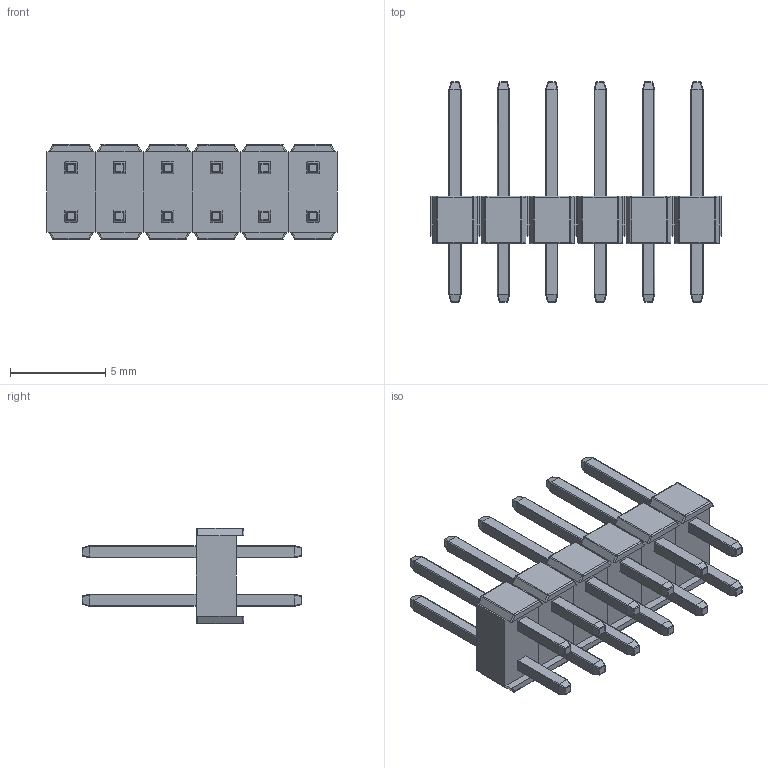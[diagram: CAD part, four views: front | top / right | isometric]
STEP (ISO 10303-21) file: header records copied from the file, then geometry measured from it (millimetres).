
FILE_DESCRIPTION(/* description */ ('STEP AP242','CAx-IF Rec.Pracs.---Representation and Presentation of Product Manufacturing Information (PMI)---4.0---2014-10-13','CAx-IF Rec.Pracs.---3D Tessellated Geometry---0.4---2014-09-14','2;1'),/* implementation_level */ '2;1');
FILE_NAME(/* name */ '61a55a55f99a88363af298ac',/* time_stamp */ '2021-11-29T22:55:19+00:00',/* author */ (''),/* organization */ (''),/* preprocessor_version */ 'ST-DEVELOPER v18.1',/* originating_system */ ' ',/* authorisation */ ' ');
FILE_SCHEMA (('AP242_MANAGED_MODEL_BASED_3D_ENGINEERING_MIM_LF { 1 0 10303 442 1 1 4 }'));
Length unit declared in the file: metre
Products named in the file (30): PH2-04-UA
Bounding box: 15.24 x 11.55 x 5 mm (x, y, z)
Volume: 205 mm3; surface area: 761.1 mm2
Topology: 30 solids, 30 shells, 1092 faces, 2664 edges, 1488 vertices
Faces by surface type: cylinder 504, plane 396, sphere 96, torus 48, bspline 48
Entity records: 32024 total; most frequent: CARTESIAN_POINT 6342, DIRECTION 5532, ORIENTED_EDGE 5040, EDGE_CURVE 2520, AXIS2_PLACEMENT_3D 2070, VERTEX_POINT 1488, LINE 1392, VECTOR 1392
